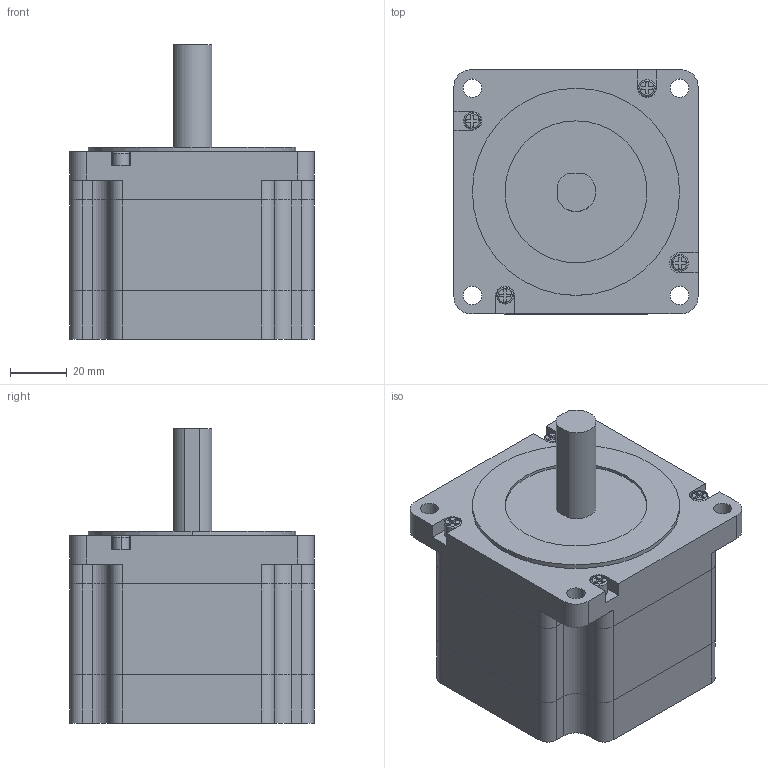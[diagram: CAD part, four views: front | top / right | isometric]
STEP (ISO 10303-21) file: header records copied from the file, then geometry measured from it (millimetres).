
FILE_DESCRIPTION (( 'STEP AP214' ), '1' );
FILE_NAME ('86HS6640A4.STEP', '2023-06-05T01:46:12', ( 'Windows 蚚誧' ), ( 'Organization' ), 'SwSTEP 2.0', 'SolidWorks 2021', '' );
FILE_SCHEMA (( 'AUTOMOTIVE_DESIGN' ));
Length unit declared in the file: millimetre
Products named in the file (1): 86HS6640A4
Bounding box: 86 x 86 x 103.6 mm (x, y, z)
Volume: 450868.8 mm3; surface area: 66529 mm2
Topology: 3 solids, 3 shells, 206 faces, 547 edges, 362 vertices
Faces by surface type: plane 123, cylinder 75, bspline 8
Entity records: 6847 total; most frequent: CARTESIAN_POINT 1260, DIRECTION 1095, ORIENTED_EDGE 1094, EDGE_CURVE 547, LINE 381, VECTOR 381, VERTEX_POINT 362, AXIS2_PLACEMENT_3D 357
